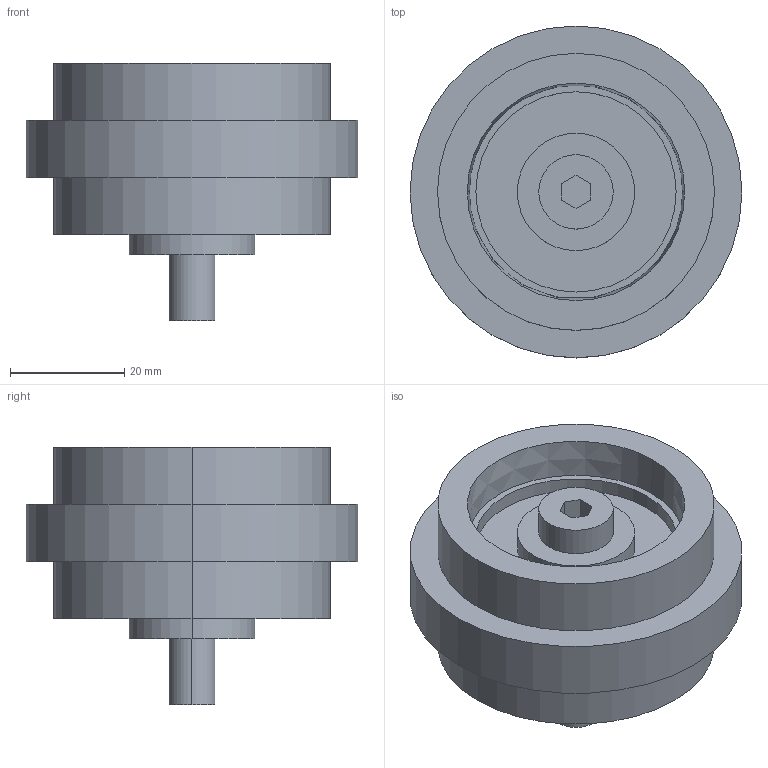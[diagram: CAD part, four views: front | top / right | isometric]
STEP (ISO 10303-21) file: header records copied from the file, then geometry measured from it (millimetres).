
FILE_DESCRIPTION (( 'STEP AP214' ), '1' );
FILE_NAME ('6221815', '2019-02-04T08:30:20', ( '' ), ('JUGARD+KÜNSTNER GmbH'), 'SwSTEP 2.0', 'SolidWorks 2017', '' );
FILE_SCHEMA (( 'AUTOMOTIVE_DESIGN' ));
Length unit declared in the file: millimetre
Products named in the file (1): 6221815_CNAJF00
Bounding box: 58 x 58 x 45 mm (x, y, z)
Volume: 50096.5 mm3; surface area: 14214.7 mm2
Topology: 1 solids, 2 shells, 47 faces, 96 edges, 64 vertices
Faces by surface type: cylinder 22, plane 21, cone 4
Entity records: 1595 total; most frequent: DIRECTION 244, CARTESIAN_POINT 208, ORIENTED_EDGE 192, AXIS2_PLACEMENT_3D 100, EDGE_CURVE 96, VERTEX_POINT 64, EDGE_LOOP 60, CIRCLE 52
